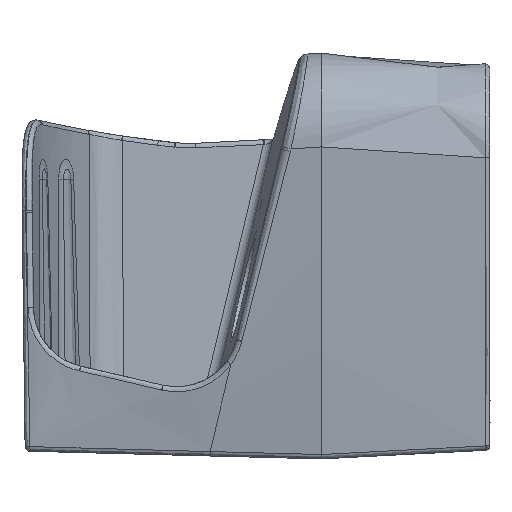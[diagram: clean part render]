
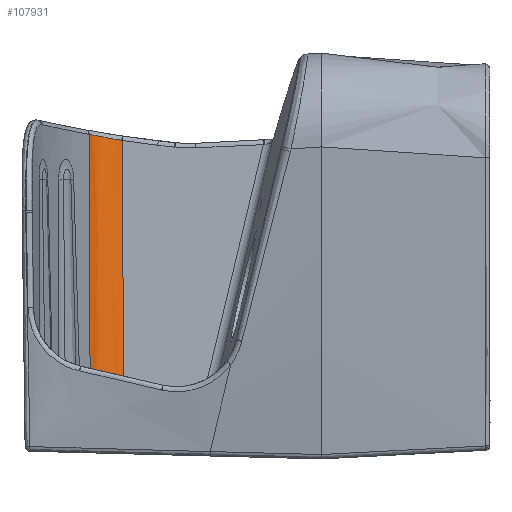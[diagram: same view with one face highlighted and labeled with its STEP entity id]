
A CAD part, left-side view. The second image highlights one B-rep face of the part: STEP entity #107931.
In plain terms, the highlighted free-form (B-spline) face has degree [3, 3] with [4, 6] control points.
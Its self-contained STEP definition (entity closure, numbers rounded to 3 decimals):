
#1402 = FACE_OUTER_BOUND ( 'NONE', #38677, .T. ) ;
#12107 =( BOUNDED_SURFACE ( )  B_SPLINE_SURFACE ( 3, 3, ( 
 ( #16785, #16786, #16787, #16788, #16789, #16790 ),
 ( #16791, #16792, #16793, #16794, #16795, #16796 ),
 ( #16797, #16798, #16799, #16800, #16801, #16802 ),
 ( #16803, #16804, #16805, #16806, #16807, #16808 ) ),
 .UNSPECIFIED., .F., .F., .F. ) 
 B_SPLINE_SURFACE_WITH_KNOTS ( ( 4, 4 ),
 ( 4, 1, 1, 4 ),
 ( 0., 1. ),
 ( 0.037, 0.333, 0.666, 0.986 ),
 .UNSPECIFIED. ) 
 GEOMETRIC_REPRESENTATION_ITEM ( )  RATIONAL_B_SPLINE_SURFACE ( (
 ( 1.069, 1.069, 1.069, 1.069, 1.069, 1.069),
 ( 0.977, 0.977, 0.977, 0.977, 0.977, 0.977),
 ( 0.977, 0.977, 0.977, 0.977, 0.977, 0.977),
 ( 1.069, 1.069, 1.069, 1.069, 1.069, 1.069) ) ) 
 REPRESENTATION_ITEM ( '' )  SURFACE ( )  );
#16785 = CARTESIAN_POINT ( 'NONE',  ( -130.184, 144.067, 7.352 ) ) ;
#16786 = CARTESIAN_POINT ( 'NONE',  ( -129.972, 144.128, 19.701 ) ) ;
#16787 = CARTESIAN_POINT ( 'NONE',  ( -129.522, 144.256, 45.926 ) ) ;
#16788 = CARTESIAN_POINT ( 'NONE',  ( -128.844, 144.447, 85.469 ) ) ;
#16789 = CARTESIAN_POINT ( 'NONE',  ( -128.377, 144.577, 112.663 ) ) ;
#16790 = CARTESIAN_POINT ( 'NONE',  ( -128.148, 144.64, 125.98 ) ) ;
#16791 = CARTESIAN_POINT ( 'NONE',  ( -130.583, 149.806, 7.331 ) ) ;
#16792 = CARTESIAN_POINT ( 'NONE',  ( -130.371, 149.867, 19.679 ) ) ;
#16793 = CARTESIAN_POINT ( 'NONE',  ( -129.921, 149.995, 45.905 ) ) ;
#16794 = CARTESIAN_POINT ( 'NONE',  ( -129.243, 150.186, 85.448 ) ) ;
#16795 = CARTESIAN_POINT ( 'NONE',  ( -128.776, 150.316, 112.642 ) ) ;
#16796 = CARTESIAN_POINT ( 'NONE',  ( -128.547, 150.379, 125.96 ) ) ;
#16797 = CARTESIAN_POINT ( 'NONE',  ( -133.757, 154.604, 7.362 ) ) ;
#16798 = CARTESIAN_POINT ( 'NONE',  ( -133.545, 154.665, 19.71 ) ) ;
#16799 = CARTESIAN_POINT ( 'NONE',  ( -133.095, 154.793, 45.936 ) ) ;
#16800 = CARTESIAN_POINT ( 'NONE',  ( -132.417, 154.984, 85.479 ) ) ;
#16801 = CARTESIAN_POINT ( 'NONE',  ( -131.95, 155.114, 112.674 ) ) ;
#16802 = CARTESIAN_POINT ( 'NONE',  ( -131.721, 155.177, 125.991 ) ) ;
#16803 = CARTESIAN_POINT ( 'NONE',  ( -138.883, 157.216, 7.437 ) ) ;
#16804 = CARTESIAN_POINT ( 'NONE',  ( -138.671, 157.276, 19.785 ) ) ;
#16805 = CARTESIAN_POINT ( 'NONE',  ( -138.221, 157.405, 46.011 ) ) ;
#16806 = CARTESIAN_POINT ( 'NONE',  ( -137.542, 157.596, 85.555 ) ) ;
#16807 = CARTESIAN_POINT ( 'NONE',  ( -137.075, 157.725, 112.749 ) ) ;
#16808 = CARTESIAN_POINT ( 'NONE',  ( -136.847, 157.788, 126.067 ) ) ;
#19760 = VERTEX_POINT ( 'NONE', #53820 ) ;
#19887 = VERTEX_POINT ( 'NONE', #53891 ) ;
#19889 = VERTEX_POINT ( 'NONE', #53893 ) ;
#19897 = VERTEX_POINT ( 'NONE', #53897 ) ;
#19936 = VERTEX_POINT ( 'NONE', #53920 ) ;
#23783 = ORIENTED_EDGE ( 'NONE', *, *, #41775, .T. ) ;
#23784 = ORIENTED_EDGE ( 'NONE', *, *, #41096, .F. ) ;
#23785 = ORIENTED_EDGE ( 'NONE', *, *, #41778, .F. ) ;
#23786 = ORIENTED_EDGE ( 'NONE', *, *, #41128, .F. ) ;
#23788 = ORIENTED_EDGE ( 'NONE', *, *, #41077, .F. ) ;
#34311 = CARTESIAN_POINT ( 'NONE',  ( -136.707, 157.716, 126.065 ) ) ;
#34312 = CARTESIAN_POINT ( 'NONE',  ( -137.431, 157.554, 86.59 ) ) ;
#34313 = CARTESIAN_POINT ( 'NONE',  ( -138.155, 157.387, 47.115 ) ) ;
#34314 = CARTESIAN_POINT ( 'NONE',  ( -138.879, 157.217, 7.64 ) ) ;
#34315 = CARTESIAN_POINT ( 'NONE',  ( -136.707, 157.716, 126.065 ) ) ;
#34316 = CARTESIAN_POINT ( 'NONE',  ( -136.37, 157.54, 126.03 ) ) ;
#34317 = CARTESIAN_POINT ( 'NONE',  ( -135.71, 157.164, 125.955 ) ) ;
#34318 = CARTESIAN_POINT ( 'NONE',  ( -134.761, 156.53, 125.829 ) ) ;
#34319 = CARTESIAN_POINT ( 'NONE',  ( -133.86, 155.829, 125.691 ) ) ;
#34320 = CARTESIAN_POINT ( 'NONE',  ( -133.009, 155.063, 125.542 ) ) ;
#34321 = CARTESIAN_POINT ( 'NONE',  ( -132.214, 154.238, 125.382 ) ) ;
#34322 = CARTESIAN_POINT ( 'NONE',  ( -131.48, 153.356, 125.213 ) ) ;
#34323 = CARTESIAN_POINT ( 'NONE',  ( -130.811, 152.423, 125.037 ) ) ;
#34324 = CARTESIAN_POINT ( 'NONE',  ( -130.21, 151.444, 124.854 ) ) ;
#34325 = CARTESIAN_POINT ( 'NONE',  ( -129.68, 150.422, 124.666 ) ) ;
#34326 = CARTESIAN_POINT ( 'NONE',  ( -129.225, 149.364, 124.474 ) ) ;
#34327 = CARTESIAN_POINT ( 'NONE',  ( -128.847, 148.275, 124.279 ) ) ;
#34328 = CARTESIAN_POINT ( 'NONE',  ( -128.548, 147.162, 124.083 ) ) ;
#34329 = CARTESIAN_POINT ( 'NONE',  ( -128.33, 146.029, 123.887 ) ) ;
#34330 = CARTESIAN_POINT ( 'NONE',  ( -128.239, 145.265, 123.757 ) ) ;
#34331 = CARTESIAN_POINT ( 'NONE',  ( -128.207, 144.881, 123.692 ) ) ;
#38677 = EDGE_LOOP ( 'NONE', ( #23784, #23785, #23783, #23786, #23788 ) ) ;
#41077 = EDGE_CURVE ( 'NONE', #19889, #19760, #76671, .T. ) ;
#41096 = EDGE_CURVE ( 'NONE', #19887, #19889, #125372, .T. ) ;
#41128 = EDGE_CURVE ( 'NONE', #19760, #19936, #76699, .T. ) ;
#41775 = EDGE_CURVE ( 'NONE', #19897, #19936, #77019, .T. ) ;
#41778 = EDGE_CURVE ( 'NONE', #19897, #19887, #125456, .T. ) ;
#53820 = CARTESIAN_POINT ( 'NONE',  ( -130.184, 144.067, 7.352 ) ) ;
#53891 = CARTESIAN_POINT ( 'NONE',  ( -128.207, 144.881, 123.692 ) ) ;
#53893 = CARTESIAN_POINT ( 'NONE',  ( -128.188, 144.629, 123.649 ) ) ;
#53897 = CARTESIAN_POINT ( 'NONE',  ( -136.707, 157.716, 126.065 ) ) ;
#53920 = CARTESIAN_POINT ( 'NONE',  ( -138.879, 157.217, 7.64 ) ) ;
#76671 = B_SPLINE_CURVE_WITH_KNOTS ( 'NONE', 3,
 ( #89637, #89638, #89639, #89640 ),
 .UNSPECIFIED., .F., .F.,
 ( 4, 4 ),
 ( 0., 1. ),
 .UNSPECIFIED. ) ;
#76699 = B_SPLINE_CURVE_WITH_KNOTS ( 'NONE', 3,
 ( #90134, #90135, #90136, #90137, #90138, #90139, #90140, #90141, #90142, #90143 ),
 .UNSPECIFIED., .F., .F.,
 ( 4, 2, 2, 2, 4 ),
 ( 0., 0.25, 0.5, 0.75, 1. ),
 .UNSPECIFIED. ) ;
#77019 = B_SPLINE_CURVE_WITH_KNOTS ( 'NONE', 3,
 ( #34311, #34312, #34313, #34314 ),
 .UNSPECIFIED., .F., .F.,
 ( 4, 4 ),
 ( 0., 1. ),
 .UNSPECIFIED. ) ;
#89637 = CARTESIAN_POINT ( 'NONE',  ( -128.188, 144.629, 123.649 ) ) ;
#89638 = CARTESIAN_POINT ( 'NONE',  ( -128.853, 144.445, 84.911 ) ) ;
#89639 = CARTESIAN_POINT ( 'NONE',  ( -129.519, 144.258, 46.145 ) ) ;
#89640 = CARTESIAN_POINT ( 'NONE',  ( -130.184, 144.067, 7.352 ) ) ;
#89742 = CARTESIAN_POINT ( 'NONE',  ( -128.207, 144.881, 123.692 ) ) ;
#89743 = CARTESIAN_POINT ( 'NONE',  ( -128.2, 144.797, 123.678 ) ) ;
#89744 = CARTESIAN_POINT ( 'NONE',  ( -128.194, 144.713, 123.664 ) ) ;
#89745 = CARTESIAN_POINT ( 'NONE',  ( -128.188, 144.629, 123.649 ) ) ;
#90134 = CARTESIAN_POINT ( 'NONE',  ( -130.184, 144.067, 7.352 ) ) ;
#90135 = CARTESIAN_POINT ( 'NONE',  ( -130.287, 145.559, 7.381 ) ) ;
#90136 = CARTESIAN_POINT ( 'NONE',  ( -130.598, 147.005, 7.411 ) ) ;
#90137 = CARTESIAN_POINT ( 'NONE',  ( -131.565, 149.707, 7.467 ) ) ;
#90138 = CARTESIAN_POINT ( 'NONE',  ( -132.221, 150.962, 7.494 ) ) ;
#90139 = CARTESIAN_POINT ( 'NONE',  ( -133.788, 153.219, 7.543 ) ) ;
#90140 = CARTESIAN_POINT ( 'NONE',  ( -134.7, 154.22, 7.566 ) ) ;
#90141 = CARTESIAN_POINT ( 'NONE',  ( -136.688, 155.935, 7.607 ) ) ;
#90142 = CARTESIAN_POINT ( 'NONE',  ( -137.764, 156.649, 7.624 ) ) ;
#90143 = CARTESIAN_POINT ( 'NONE',  ( -138.879, 157.217, 7.64 ) ) ;
#107931 = ADVANCED_FACE ( 'NONE', ( #1402 ), #12107, .F. ) ;
#125372 =( BOUNDED_CURVE ( )  B_SPLINE_CURVE ( 3, ( #89742, #89743, #89744, #89745 ),
 .UNSPECIFIED., .F., .T. ) 
 B_SPLINE_CURVE_WITH_KNOTS ( ( 4, 4 ),
 ( 0., 1. ),
 .UNSPECIFIED. ) 
 CURVE ( )  GEOMETRIC_REPRESENTATION_ITEM ( )  RATIONAL_B_SPLINE_CURVE ( ( 1.165, 1.165, 1.165, 1.165 ) ) 
 REPRESENTATION_ITEM ( '' )  );
#125456 =( BOUNDED_CURVE ( )  B_SPLINE_CURVE ( 3, ( #34315, #34316, #34317, #34318, #34319, #34320, #34321, #34322, #34323, #34324, #34325, #34326, #34327, #34328, #34329, #34330, #34331 ),
 .UNSPECIFIED., .F., .T. ) 
 B_SPLINE_CURVE_WITH_KNOTS ( ( 4, 1, 1, 1, 1, 1, 1, 1, 1, 1, 1, 1, 1, 1, 4 ),
 ( 0., 0.071, 0.141, 0.212, 0.283, 0.354, 0.426, 0.497, 0.569, 0.641, 0.712, 0.784, 0.856, 0.928, 1. ),
 .UNSPECIFIED. ) 
 CURVE ( )  GEOMETRIC_REPRESENTATION_ITEM ( )  RATIONAL_B_SPLINE_CURVE ( ( 1.164, 1.164, 1.164, 1.164, 1.164, 1.164, 1.164, 1.164, 1.164, 1.164, 1.164, 1.164, 1.164, 1.164, 1.164, 1.164, 1.164 ) ) 
 REPRESENTATION_ITEM ( '' )  );
